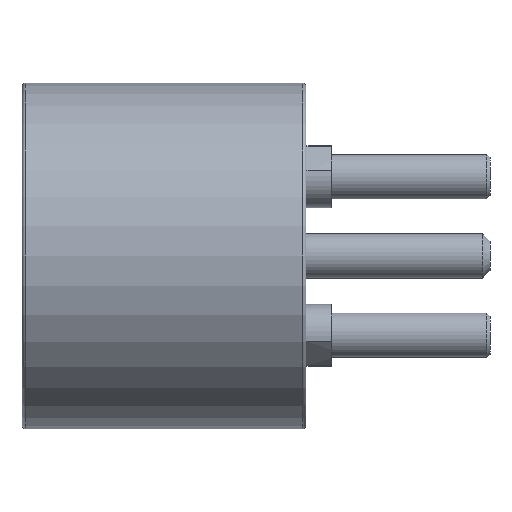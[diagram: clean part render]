
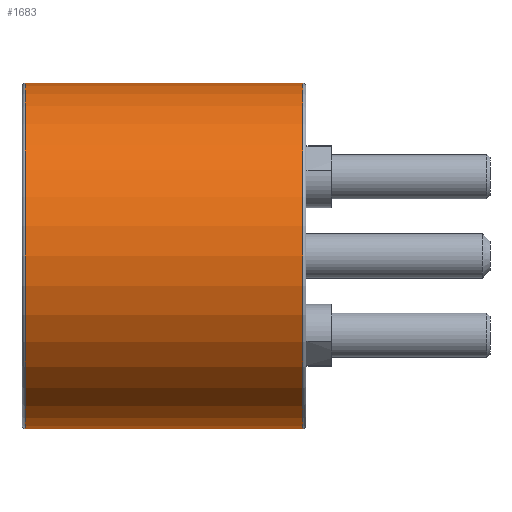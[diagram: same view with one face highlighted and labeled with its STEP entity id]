
A CAD part, left-side view. The second image highlights one B-rep face of the part: STEP entity #1683.
In plain terms, the highlighted cylindrical face has radius 2.769 mm (diameter 5.537 mm), a partial arc.
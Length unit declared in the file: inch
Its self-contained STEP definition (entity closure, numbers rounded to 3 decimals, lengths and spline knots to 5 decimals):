
#65 = EDGE_CURVE ( 'NONE', #1838, #743, #1647, .T. ) ;
#67 = EDGE_LOOP ( 'NONE', ( #802, #443, #2086, #886 ) ) ;
#89 = CIRCLE ( 'NONE', #1858, 0.109 ) ;
#182 = DIRECTION ( 'NONE',  ( 0., 1., 0. ) ) ;
#199 = CIRCLE ( 'NONE', #1691, 0.109 ) ;
#206 = CARTESIAN_POINT ( 'NONE',  ( 0., -0.177, -0.109 ) ) ;
#232 = DIRECTION ( 'NONE',  ( 0., 0., 1. ) ) ;
#314 = FACE_OUTER_BOUND ( 'NONE', #67, .T. ) ;
#320 = DIRECTION ( 'NONE',  ( 0., 1., 0. ) ) ;
#329 = CARTESIAN_POINT ( 'NONE',  ( 0., -0.002, -0.109 ) ) ;
#351 = LINE ( 'NONE', #818, #2153 ) ;
#365 = DIRECTION ( 'NONE',  ( 0., 0., 1. ) ) ;
#443 = ORIENTED_EDGE ( 'NONE', *, *, #1998, .T. ) ;
#527 = DIRECTION ( 'NONE',  ( 0., -1., 0. ) ) ;
#591 = CYLINDRICAL_SURFACE ( 'NONE', #1957, 0.109 ) ;
#685 = CARTESIAN_POINT ( 'NONE',  ( 0., -0.179, 0. ) ) ;
#732 = CARTESIAN_POINT ( 'NONE',  ( 0., -0.002, 0.109 ) ) ;
#743 = VERTEX_POINT ( 'NONE', #329 ) ;
#782 = CARTESIAN_POINT ( 'NONE',  ( 0., -0.177, 0. ) ) ;
#802 = ORIENTED_EDGE ( 'NONE', *, *, #65, .F. ) ;
#818 = CARTESIAN_POINT ( 'NONE',  ( 0., -0.179, 0.109 ) ) ;
#886 = ORIENTED_EDGE ( 'NONE', *, *, #1480, .T. ) ;
#992 = DIRECTION ( 'NONE',  ( 0., 1., 0. ) ) ;
#1021 = EDGE_CURVE ( 'NONE', #1098, #1884, #351, .T. ) ;
#1022 = DIRECTION ( 'NONE',  ( 0., 0., 1. ) ) ;
#1098 = VERTEX_POINT ( 'NONE', #1544 ) ;
#1384 = VECTOR ( 'NONE', #182, 39.37008 ) ;
#1403 = CARTESIAN_POINT ( 'NONE',  ( 0., -0.002, 0. ) ) ;
#1480 = EDGE_CURVE ( 'NONE', #1884, #743, #199, .T. ) ;
#1544 = CARTESIAN_POINT ( 'NONE',  ( 0., -0.177, 0.109 ) ) ;
#1647 = LINE ( 'NONE', #2268, #1384 ) ;
#1683 = ADVANCED_FACE ( 'NONE', ( #314 ), #591, .T. ) ;
#1691 = AXIS2_PLACEMENT_3D ( 'NONE', #1403, #527, #365 ) ;
#1838 = VERTEX_POINT ( 'NONE', #206 ) ;
#1858 = AXIS2_PLACEMENT_3D ( 'NONE', #782, #2001, #232 ) ;
#1884 = VERTEX_POINT ( 'NONE', #732 ) ;
#1957 = AXIS2_PLACEMENT_3D ( 'NONE', #685, #320, #1022 ) ;
#1998 = EDGE_CURVE ( 'NONE', #1838, #1098, #89, .T. ) ;
#2001 = DIRECTION ( 'NONE',  ( 0., 1., 0. ) ) ;
#2086 = ORIENTED_EDGE ( 'NONE', *, *, #1021, .T. ) ;
#2153 = VECTOR ( 'NONE', #992, 39.37008 ) ;
#2268 = CARTESIAN_POINT ( 'NONE',  ( 0., -0.179, -0.109 ) ) ;
